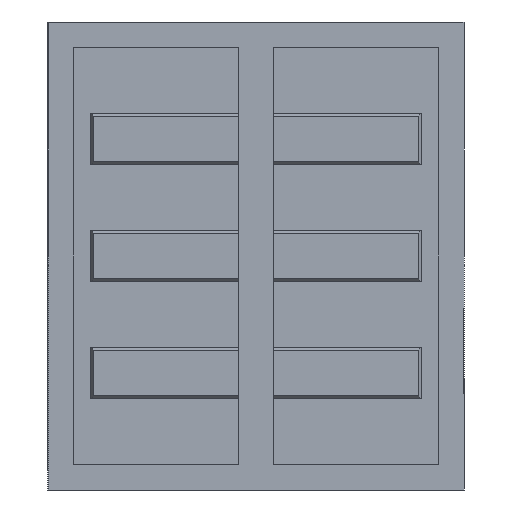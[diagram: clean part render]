
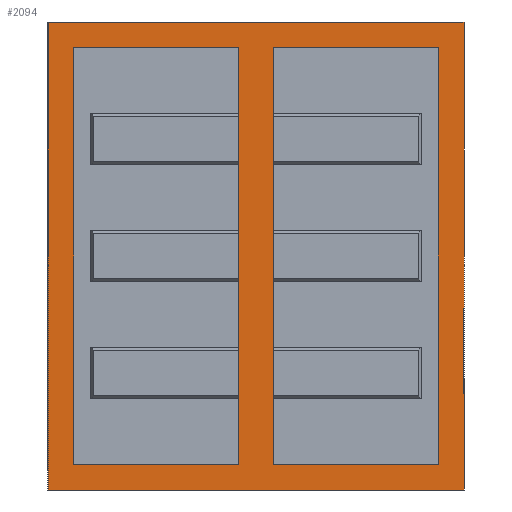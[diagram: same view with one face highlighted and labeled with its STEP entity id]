
A CAD part, left-side view. The second image highlights one B-rep face of the part: STEP entity #2094.
In plain terms, the highlighted planar face has unit normal (-1, 0, 0).
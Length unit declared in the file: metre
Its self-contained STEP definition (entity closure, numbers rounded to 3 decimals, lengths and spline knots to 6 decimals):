
#536 = EDGE_CURVE ( 'NONE', #8977, #14002, #6447, .T. ) ;
#538 = CARTESIAN_POINT ( 'NONE',  ( -12.292, -1.0692, -1.31 ) ) ;
#753 = EDGE_LOOP ( 'NONE', ( #21487, #15821, #2476, #13394 ) ) ;
#1080 = EDGE_CURVE ( 'NONE', #26009, #12093, #20904, .T. ) ;
#1947 = AXIS2_PLACEMENT_3D ( 'NONE', #10660, #12918, #12388 ) ;
#2094 = ADVANCED_FACE ( 'NONE', ( #16561, #16818, #22868 ), #2490, .T. ) ;
#2438 = DIRECTION ( 'NONE',  ( 0., 0., -1. ) ) ;
#2476 = ORIENTED_EDGE ( 'NONE', *, *, #22427, .T. ) ;
#2490 = PLANE ( 'NONE',  #1947 ) ;
#2531 = DIRECTION ( 'NONE',  ( 0., -1., 0. ) ) ;
#2806 = CARTESIAN_POINT ( 'NONE',  ( -12.292, -0.1, -3.9032 ) ) ;
#2923 = DIRECTION ( 'NONE',  ( 0., 0., 1. ) ) ;
#3657 = LINE ( 'NONE', #21639, #13263 ) ;
#3979 = LINE ( 'NONE', #22501, #10998 ) ;
#4030 = VECTOR ( 'NONE', #2438, 1. ) ;
#4251 = DIRECTION ( 'NONE',  ( 0., 0., 1. ) ) ;
#4256 = EDGE_CURVE ( 'NONE', #9364, #8977, #25193, .T. ) ;
#4395 = VERTEX_POINT ( 'NONE', #11514 ) ;
#4501 = DIRECTION ( 'NONE',  ( 0., 1., 0. ) ) ;
#4635 = LINE ( 'NONE', #25014, #5240 ) ;
#4704 = EDGE_CURVE ( 'NONE', #8381, #22256, #21415, .T. ) ;
#5078 = DIRECTION ( 'NONE',  ( 0., -1., 0. ) ) ;
#5150 = ORIENTED_EDGE ( 'NONE', *, *, #10105, .T. ) ;
#5240 = VECTOR ( 'NONE', #4501, 1. ) ;
#5284 = ORIENTED_EDGE ( 'NONE', *, *, #6734, .T. ) ;
#6101 = CARTESIAN_POINT ( 'NONE',  ( -12.292, 1.2192, -1.16 ) ) ;
#6249 = LINE ( 'NONE', #8526, #14270 ) ;
#6328 = CARTESIAN_POINT ( 'NONE',  ( -12.292, -1.0692, -3.7532 ) ) ;
#6447 = LINE ( 'NONE', #14749, #4030 ) ;
#6734 = EDGE_CURVE ( 'NONE', #14002, #15045, #21490, .T. ) ;
#7130 = CARTESIAN_POINT ( 'NONE',  ( -12.292, -1.0692, -3.7532 ) ) ;
#7159 = ORIENTED_EDGE ( 'NONE', *, *, #16850, .T. ) ;
#7362 = EDGE_CURVE ( 'NONE', #4395, #12093, #25835, .T. ) ;
#7651 = EDGE_CURVE ( 'NONE', #11293, #22256, #6249, .T. ) ;
#7818 = ORIENTED_EDGE ( 'NONE', *, *, #1080, .F. ) ;
#8381 = VERTEX_POINT ( 'NONE', #20541 ) ;
#8432 = CARTESIAN_POINT ( 'NONE',  ( -12.292, 1.2192, -1.16 ) ) ;
#8526 = CARTESIAN_POINT ( 'NONE',  ( -12.292, 0.1, -3.9032 ) ) ;
#8672 = CARTESIAN_POINT ( 'NONE',  ( -12.292, -1.2192, -1.16 ) ) ;
#8891 = CARTESIAN_POINT ( 'NONE',  ( -12.292, -0.1, -1.31 ) ) ;
#8963 = VERTEX_POINT ( 'NONE', #16741 ) ;
#8977 = VERTEX_POINT ( 'NONE', #538 ) ;
#9064 = EDGE_LOOP ( 'NONE', ( #5150, #14629, #18702, #5284 ) ) ;
#9283 = ORIENTED_EDGE ( 'NONE', *, *, #13087, .F. ) ;
#9298 = DIRECTION ( 'NONE',  ( 0., -1., 0. ) ) ;
#9364 = VERTEX_POINT ( 'NONE', #8891 ) ;
#9540 = VECTOR ( 'NONE', #15302, 1. ) ;
#10105 = EDGE_CURVE ( 'NONE', #15045, #9364, #15114, .T. ) ;
#10150 = CARTESIAN_POINT ( 'NONE',  ( -12.292, -0.1, -3.7532 ) ) ;
#10660 = CARTESIAN_POINT ( 'NONE',  ( -12.292, 1.2192, -3.9032 ) ) ;
#10960 = EDGE_CURVE ( 'NONE', #12328, #8381, #19122, .T. ) ;
#10998 = VECTOR ( 'NONE', #4251, 1. ) ;
#11293 = VERTEX_POINT ( 'NONE', #21478 ) ;
#11514 = CARTESIAN_POINT ( 'NONE',  ( -12.292, -1.2192, -3.9032 ) ) ;
#12093 = VERTEX_POINT ( 'NONE', #8672 ) ;
#12328 = VERTEX_POINT ( 'NONE', #13989 ) ;
#12388 = DIRECTION ( 'NONE',  ( 0., 0., 1. ) ) ;
#12797 = DIRECTION ( 'NONE',  ( 0., 0., 1. ) ) ;
#12918 = DIRECTION ( 'NONE',  ( -1., 0., 0. ) ) ;
#12994 = VECTOR ( 'NONE', #2923, 1. ) ;
#13087 = EDGE_CURVE ( 'NONE', #8963, #26009, #3979, .T. ) ;
#13263 = VECTOR ( 'NONE', #9298, 1. ) ;
#13361 = CARTESIAN_POINT ( 'NONE',  ( -12.292, -1.2192, -3.9032 ) ) ;
#13394 = ORIENTED_EDGE ( 'NONE', *, *, #10960, .T. ) ;
#13475 = CARTESIAN_POINT ( 'NONE',  ( -12.292, 1.0692, -3.7532 ) ) ;
#13989 = CARTESIAN_POINT ( 'NONE',  ( -12.292, 1.0692, -3.7532 ) ) ;
#14002 = VERTEX_POINT ( 'NONE', #6328 ) ;
#14173 = VECTOR ( 'NONE', #14955, 1. ) ;
#14270 = VECTOR ( 'NONE', #12797, 1. ) ;
#14629 = ORIENTED_EDGE ( 'NONE', *, *, #4256, .T. ) ;
#14749 = CARTESIAN_POINT ( 'NONE',  ( -12.292, -1.0692, -1.31 ) ) ;
#14955 = DIRECTION ( 'NONE',  ( 0., -1., 0. ) ) ;
#15045 = VERTEX_POINT ( 'NONE', #10150 ) ;
#15114 = LINE ( 'NONE', #2806, #17309 ) ;
#15196 = VECTOR ( 'NONE', #19389, 1. ) ;
#15302 = DIRECTION ( 'NONE',  ( 0., 1., 0. ) ) ;
#15821 = ORIENTED_EDGE ( 'NONE', *, *, #7651, .F. ) ;
#16561 = FACE_BOUND ( 'NONE', #9064, .T. ) ;
#16741 = CARTESIAN_POINT ( 'NONE',  ( -12.292, 1.2192, -3.9032 ) ) ;
#16818 = FACE_BOUND ( 'NONE', #753, .T. ) ;
#16850 = EDGE_CURVE ( 'NONE', #8963, #4395, #3657, .T. ) ;
#17309 = VECTOR ( 'NONE', #18898, 1. ) ;
#18702 = ORIENTED_EDGE ( 'NONE', *, *, #536, .T. ) ;
#18898 = DIRECTION ( 'NONE',  ( 0., 0., 1. ) ) ;
#19110 = EDGE_LOOP ( 'NONE', ( #26060, #7818, #9283, #7159 ) ) ;
#19122 = LINE ( 'NONE', #13475, #15196 ) ;
#19389 = DIRECTION ( 'NONE',  ( 0., 0., 1. ) ) ;
#20507 = VECTOR ( 'NONE', #5078, 1. ) ;
#20541 = CARTESIAN_POINT ( 'NONE',  ( -12.292, 1.0692, -1.31 ) ) ;
#20904 = LINE ( 'NONE', #8432, #22481 ) ;
#21415 = LINE ( 'NONE', #22896, #14173 ) ;
#21478 = CARTESIAN_POINT ( 'NONE',  ( -12.292, 0.1, -3.7532 ) ) ;
#21487 = ORIENTED_EDGE ( 'NONE', *, *, #4704, .T. ) ;
#21490 = LINE ( 'NONE', #7130, #9540 ) ;
#21639 = CARTESIAN_POINT ( 'NONE',  ( -12.292, 1.2192, -3.9032 ) ) ;
#22256 = VERTEX_POINT ( 'NONE', #24480 ) ;
#22427 = EDGE_CURVE ( 'NONE', #11293, #12328, #4635, .T. ) ;
#22481 = VECTOR ( 'NONE', #2531, 1. ) ;
#22501 = CARTESIAN_POINT ( 'NONE',  ( -12.292, 1.2192, -3.9032 ) ) ;
#22868 = FACE_OUTER_BOUND ( 'NONE', #19110, .T. ) ;
#22896 = CARTESIAN_POINT ( 'NONE',  ( -12.292, 1.0692, -1.31 ) ) ;
#24480 = CARTESIAN_POINT ( 'NONE',  ( -12.292, 0.1, -1.31 ) ) ;
#25014 = CARTESIAN_POINT ( 'NONE',  ( -12.292, -1.0692, -3.7532 ) ) ;
#25067 = CARTESIAN_POINT ( 'NONE',  ( -12.292, 1.0692, -1.31 ) ) ;
#25193 = LINE ( 'NONE', #25067, #20507 ) ;
#25835 = LINE ( 'NONE', #13361, #12994 ) ;
#26009 = VERTEX_POINT ( 'NONE', #6101 ) ;
#26060 = ORIENTED_EDGE ( 'NONE', *, *, #7362, .T. ) ;
